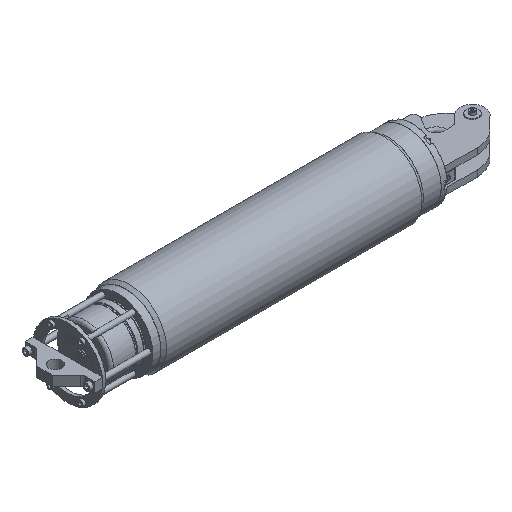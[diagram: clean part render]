
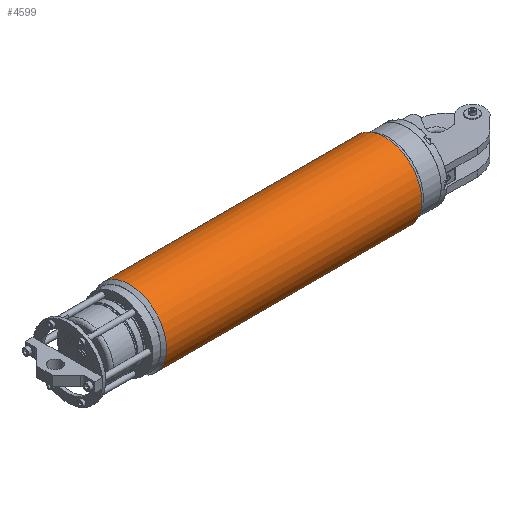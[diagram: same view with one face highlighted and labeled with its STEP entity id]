
A CAD part, isometric view. The second image highlights one B-rep face of the part: STEP entity #4599.
In plain terms, the highlighted cylindrical face has radius 71.5 mm (diameter 143 mm), a full revolution.
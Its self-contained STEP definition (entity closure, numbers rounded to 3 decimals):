
#4599 = ADVANCED_FACE ( 'NONE', ( #30460, #45710 ), #38979, .T. ) ;
#8104 = EDGE_LOOP ( 'NONE', ( #11646 ) ) ;
#11646 = ORIENTED_EDGE ( 'NONE', *, *, #22994, .T. ) ;
#14735 = DIRECTION ( 'NONE',  ( -1., 0., 0. ) ) ;
#15673 = CARTESIAN_POINT ( 'NONE',  ( -5., 0., 0. ) ) ;
#18291 = ORIENTED_EDGE ( 'NONE', *, *, #43092, .T. ) ;
#18366 = CARTESIAN_POINT ( 'NONE',  ( 514.072, 71.5, 0. ) ) ;
#19735 = DIRECTION ( 'NONE',  ( -1., 0., 0. ) ) ;
#19838 = AXIS2_PLACEMENT_3D ( 'NONE', #29426, #14735, #36502 ) ;
#20148 = EDGE_LOOP ( 'NONE', ( #18291 ) ) ;
#20771 = CARTESIAN_POINT ( 'NONE',  ( 21.928, 71.5, 0. ) ) ;
#20910 = CARTESIAN_POINT ( 'NONE',  ( 21.928, 0., 0. ) ) ;
#21524 = VERTEX_POINT ( 'NONE', #20771 ) ;
#22216 = CIRCLE ( 'NONE', #19838, 71.5 ) ;
#22994 = EDGE_CURVE ( 'NONE', #21524, #21524, #27731, .T. ) ;
#26874 = DIRECTION ( 'NONE',  ( 0., -1., 0. ) ) ;
#27652 = VERTEX_POINT ( 'NONE', #18366 ) ;
#27731 = CIRCLE ( 'NONE', #32869, 71.5 ) ;
#27912 = DIRECTION ( 'NONE',  ( 0., 1., 0. ) ) ;
#29426 = CARTESIAN_POINT ( 'NONE',  ( 514.072, 0., 0. ) ) ;
#30460 = FACE_OUTER_BOUND ( 'NONE', #20148, .T. ) ;
#32869 = AXIS2_PLACEMENT_3D ( 'NONE', #20910, #43051, #27912 ) ;
#35057 = AXIS2_PLACEMENT_3D ( 'NONE', #15673, #19735, #26874 ) ;
#36502 = DIRECTION ( 'NONE',  ( 0., 1., 0. ) ) ;
#38979 = CYLINDRICAL_SURFACE ( 'NONE', #35057, 71.5 ) ;
#43051 = DIRECTION ( 'NONE',  ( 1., 0., 0. ) ) ;
#43092 = EDGE_CURVE ( 'NONE', #27652, #27652, #22216, .T. ) ;
#45710 = FACE_OUTER_BOUND ( 'NONE', #8104, .T. ) ;
